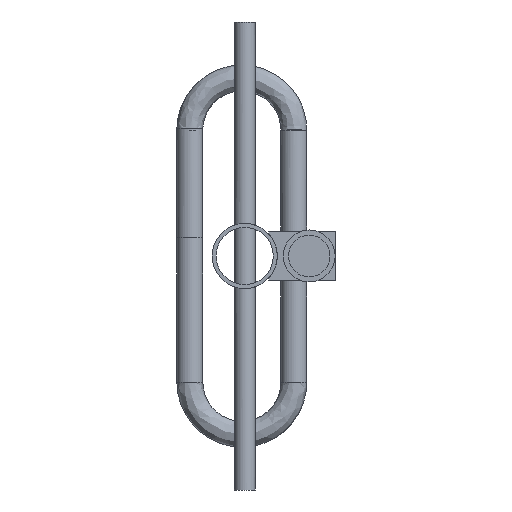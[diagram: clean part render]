
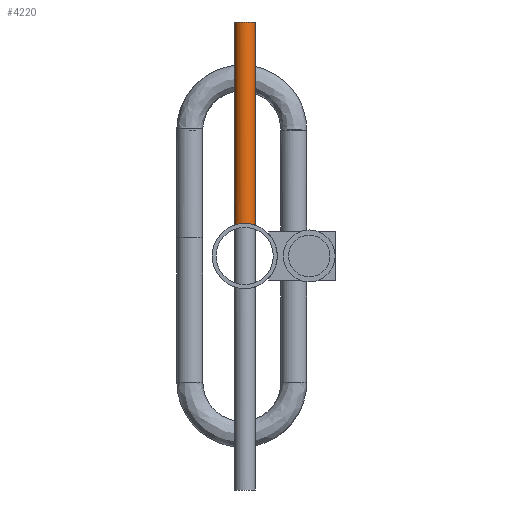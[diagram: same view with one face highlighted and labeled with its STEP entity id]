
A CAD part, front view. The second image highlights one B-rep face of the part: STEP entity #4220.
In plain terms, the highlighted cylindrical face has radius 4 mm (diameter 8 mm), a partial arc.
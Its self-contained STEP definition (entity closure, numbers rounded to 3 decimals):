
#6 = LINE ( 'NONE', #788, #1127 ) ;
#111 = ORIENTED_EDGE ( 'NONE', *, *, #351, .T. ) ;
#197 = CARTESIAN_POINT ( 'NONE',  ( 3.468, -0.511, 12.01 ) ) ;
#284 = FACE_OUTER_BOUND ( 'NONE', #2365, .T. ) ;
#301 = CARTESIAN_POINT ( 'NONE',  ( 1.043, -2.37, 12.459 ) ) ;
#351 = EDGE_CURVE ( 'NONE', #3389, #4906, #6, .T. ) ;
#482 = DIRECTION ( 'NONE',  ( 0., 0., -1. ) ) ;
#586 = CARTESIAN_POINT ( 'NONE',  ( 0., 1.5, 90. ) ) ;
#589 = CARTESIAN_POINT ( 'NONE',  ( -4., 1.5, 90. ) ) ;
#593 = CARTESIAN_POINT ( 'NONE',  ( 3.974, 0.974, 11.852 ) ) ;
#706 = DIRECTION ( 'NONE',  ( 0., 0., -1. ) ) ;
#788 = CARTESIAN_POINT ( 'NONE',  ( -4., 1.5, 90. ) ) ;
#878 = ORIENTED_EDGE ( 'NONE', *, *, #4928, .F. ) ;
#1007 = CARTESIAN_POINT ( 'NONE',  ( 4., 1.238, 11.843 ) ) ;
#1058 = CARTESIAN_POINT ( 'NONE',  ( 3.794, 0.205, 11.911 ) ) ;
#1127 = VECTOR ( 'NONE', #1601, 1000. ) ;
#1171 = CARTESIAN_POINT ( 'NONE',  ( -3.974, 0.972, 11.852 ) ) ;
#1407 = CARTESIAN_POINT ( 'NONE',  ( -1.041, -2.371, 12.459 ) ) ;
#1429 = CARTESIAN_POINT ( 'NONE',  ( 3.87, 0.455, 11.886 ) ) ;
#1482 = CARTESIAN_POINT ( 'NONE',  ( 2.441, -1.679, 12.261 ) ) ;
#1495 = CYLINDRICAL_SURFACE ( 'NONE', #2236, 4. ) ;
#1522 = CARTESIAN_POINT ( 'NONE',  ( 0., 1.5, 90. ) ) ;
#1568 = CARTESIAN_POINT ( 'NONE',  ( -3.871, 0.458, 11.886 ) ) ;
#1601 = DIRECTION ( 'NONE',  ( 0., 0., -1. ) ) ;
#1770 = EDGE_CURVE ( 'NONE', #3022, #3389, #3158, .T. ) ;
#1790 = DIRECTION ( 'NONE',  ( 0., 0., -1. ) ) ;
#1799 = CARTESIAN_POINT ( 'NONE',  ( 0.53, -2.473, 12.491 ) ) ;
#1907 = CARTESIAN_POINT ( 'NONE',  ( 0.263, -2.5, 12.5 ) ) ;
#1984 = CARTESIAN_POINT ( 'NONE',  ( 4., 1.5, 90. ) ) ;
#2042 = CARTESIAN_POINT ( 'NONE',  ( -2.645, -1.512, 12.218 ) ) ;
#2236 = AXIS2_PLACEMENT_3D ( 'NONE', #1522, #706, #4273 ) ;
#2296 = CARTESIAN_POINT ( 'NONE',  ( 3.014, -1.143, 12.133 ) ) ;
#2307 = AXIS2_PLACEMENT_3D ( 'NONE', #586, #1790, #3359 ) ;
#2365 = EDGE_LOOP ( 'NONE', ( #4364, #3287, #111, #878 ) ) ;
#2619 = CARTESIAN_POINT ( 'NONE',  ( -1.296, -2.293, 12.435 ) ) ;
#2672 = CARTESIAN_POINT ( 'NONE',  ( 3.593, -0.277, 11.973 ) ) ;
#3022 = VERTEX_POINT ( 'NONE', #1984 ) ;
#3024 = EDGE_CURVE ( 'NONE', #3022, #3613, #3228, .T. ) ;
#3066 = CARTESIAN_POINT ( 'NONE',  ( 4., 1.5, 11.843 ) ) ;
#3158 = CIRCLE ( 'NONE', #2307, 4. ) ;
#3181 = CARTESIAN_POINT ( 'NONE',  ( -4., 1.5, 11.843 ) ) ;
#3228 = LINE ( 'NONE', #4826, #4098 ) ;
#3287 = ORIENTED_EDGE ( 'NONE', *, *, #1770, .T. ) ;
#3359 = DIRECTION ( 'NONE',  ( -1., 0., 0. ) ) ;
#3389 = VERTEX_POINT ( 'NONE', #589 ) ;
#3414 = CARTESIAN_POINT ( 'NONE',  ( -0.264, -2.5, 12.5 ) ) ;
#3437 = CARTESIAN_POINT ( 'NONE',  ( 3.178, -0.943, 12.09 ) ) ;
#3574 = CARTESIAN_POINT ( 'NONE',  ( -2.445, -1.677, 12.261 ) ) ;
#3613 = VERTEX_POINT ( 'NONE', #4900 ) ;
#3834 = CARTESIAN_POINT ( 'NONE',  ( -2.009, -1.969, 12.34 ) ) ;
#3914 = CARTESIAN_POINT ( 'NONE',  ( 1.293, -2.294, 12.435 ) ) ;
#3943 = CARTESIAN_POINT ( 'NONE',  ( -3.793, 0.203, 11.911 ) ) ;
#4050 = CARTESIAN_POINT ( 'NONE',  ( -3.469, -0.508, 12.01 ) ) ;
#4098 = VECTOR ( 'NONE', #482, 1000. ) ;
#4220 = ADVANCED_FACE ( 'NONE', ( #284 ), #1495, .T. ) ;
#4230 = CARTESIAN_POINT ( 'NONE',  ( -1.778, -2.093, 12.375 ) ) ;
#4273 = DIRECTION ( 'NONE',  ( -1., 0., 0. ) ) ;
#4284 = CARTESIAN_POINT ( 'NONE',  ( 2.644, -1.513, 12.219 ) ) ;
#4334 = CARTESIAN_POINT ( 'NONE',  ( -3.592, -0.28, 11.973 ) ) ;
#4364 = ORIENTED_EDGE ( 'NONE', *, *, #3024, .F. ) ;
#4668 = CARTESIAN_POINT ( 'NONE',  ( -4., 1.5, 11.843 ) ) ;
#4692 = CARTESIAN_POINT ( 'NONE',  ( 2.011, -1.968, 12.339 ) ) ;
#4826 = CARTESIAN_POINT ( 'NONE',  ( 4., 1.5, 90. ) ) ;
#4900 = CARTESIAN_POINT ( 'NONE',  ( 4., 1.5, 11.843 ) ) ;
#4906 = VERTEX_POINT ( 'NONE', #4668 ) ;
#4928 = EDGE_CURVE ( 'NONE', #3613, #4906, #5069, .T. ) ;
#5014 = CARTESIAN_POINT ( 'NONE',  ( -0.525, -2.474, 12.492 ) ) ;
#5037 = CARTESIAN_POINT ( 'NONE',  ( 1.78, -2.092, 12.375 ) ) ;
#5069 = B_SPLINE_CURVE_WITH_KNOTS ( 'NONE', 3,
 ( #3066, #1007, #593, #1429, #1058, #2672, #197, #3437, #2296, #4284, #1482, #4692, #5037, #3914, #301, #1799, #1907, #3414, #5014, #1407, #2619, #4230, #3834, #3574, #2042, #5172, #5144, #4050, #4334, #3943, #1568, #1171, #5120, #3181 ),
 .UNSPECIFIED., .F., .F.,
 ( 4, 2, 2, 2, 2, 2, 2, 2, 2, 2, 2, 2, 2, 2, 2, 2, 4 ),
 ( 0.013, 0.013, 0.014, 0.015, 0.016, 0.017, 0.017, 0.018, 0.019, 0.02, 0.02, 0.021, 0.022, 0.023, 0.024, 0.024, 0.025 ),
 .UNSPECIFIED. ) ;
#5120 = CARTESIAN_POINT ( 'NONE',  ( -4., 1.234, 11.843 ) ) ;
#5144 = CARTESIAN_POINT ( 'NONE',  ( -3.179, -0.941, 12.09 ) ) ;
#5172 = CARTESIAN_POINT ( 'NONE',  ( -3.012, -1.145, 12.133 ) ) ;
